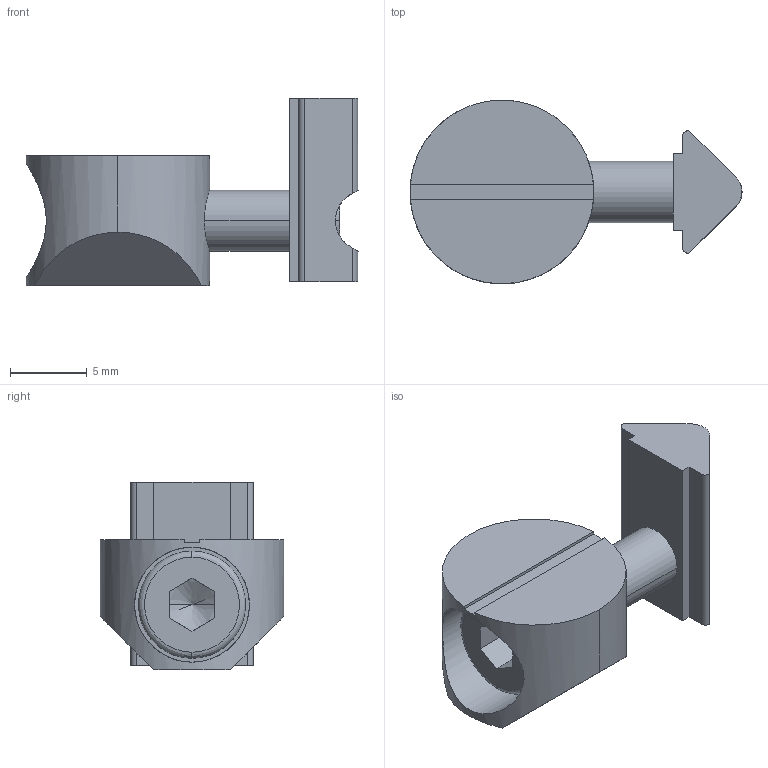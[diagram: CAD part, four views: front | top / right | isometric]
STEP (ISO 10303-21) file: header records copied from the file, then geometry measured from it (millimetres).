
FILE_DESCRIPTION((''),'2;1');
FILE_NAME('SV1805V.stp','2009-11-25T09:46:42',(''),(''),'Mechanical Desktop 2007','Mechanical Desktop 2007',', , ');
FILE_SCHEMA(('CONFIG_CONTROL_DESIGN'));
Length unit declared in the file: millimetre
Products named in the file (2): SV1805VA; SV1805V
Assembly tree (1 placements, depth 2):
  SV1805VA
    SV1805V
Bounding box: 21.68 x 12 x 12.25 mm (x, y, z)
Volume: 1055.1 mm3; surface area: 1359 mm2
Topology: 3 solids, 3 shells, 52 faces, 132 edges, 87 vertices
Faces by surface type: bspline 24, plane 18, cylinder 10
Full cylindrical faces by diameter (mm): 4.1 x1, 7.5 x1
Entity records: 2051 total; most frequent: CARTESIAN_POINT 774, ORIENTED_EDGE 256, DIRECTION 221, EDGE_CURVE 128, VERTEX_POINT 86, AXIS2_PLACEMENT_3D 78, VECTOR 65, LINE 65
